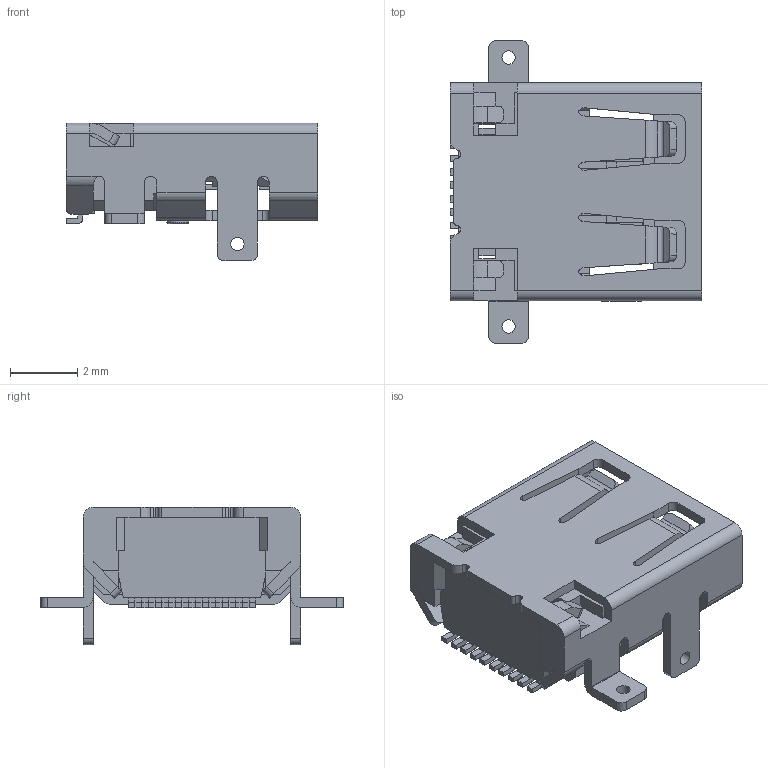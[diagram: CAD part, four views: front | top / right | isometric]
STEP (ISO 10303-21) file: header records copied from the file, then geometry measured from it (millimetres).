
FILE_DESCRIPTION(/* description */ ('Unknown'),/* implementation_level */ '2;1');
FILE_NAME(/* name */ 'J_Wurth_WR-HDMI_685119248223',/* time_stamp */ '2025-07-18T10:15:23+08:00',/* author */ ('Unknown'),/* organization */ ('Unknown'),/* preprocessor_version */ 'ST-DEVELOPER v19.4',/* originating_system */ 'Solid Edge',/* authorisation */ 'Unknown');
FILE_SCHEMA (('AUTOMOTIVE_DESIGN {1 0 10303 214 3 1 1}'));
Length unit declared in the file: millimetre
Products named in the file (2): J_Wurth_WR-HDMI_685119248223
Assembly tree (1 placements, depth 2):
  J_Wurth_WR-HDMI_685119248223
    J_Wurth_WR-HDMI_685119248223
Bounding box: 7.5 x 9.02 x 4.1 mm (x, y, z)
Volume: 70.9 mm3; surface area: 374.9 mm2
Topology: 1 solids, 21 shells, 1051 faces, 3116 edges, 2016 vertices
Faces by surface type: plane 835, cylinder 212, bspline 2, torus 2
Full cylindrical faces by diameter (mm): 0.4 x4, 0.65 x2
Entity records: 42166 total; most frequent: ORIENTED_EDGE 6208, CARTESIAN_POINT 6203, DIRECTION 5632, EDGE_CURVE 3104, LINE 2670, VECTOR 2670, VERTEX_POINT 2012, AXIS2_PLACEMENT_3D 1481
